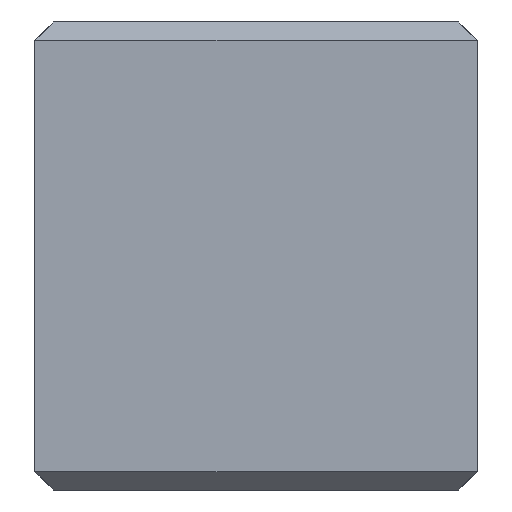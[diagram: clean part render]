
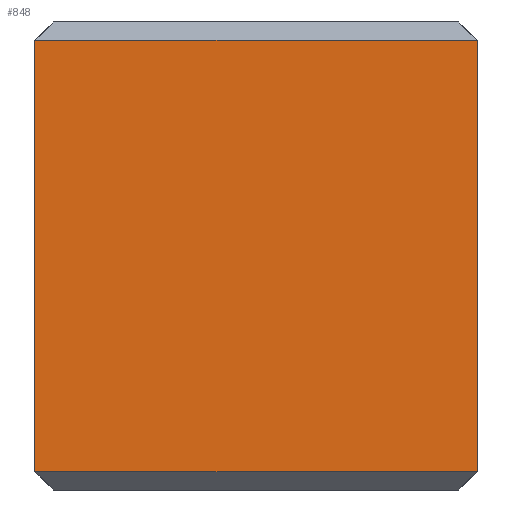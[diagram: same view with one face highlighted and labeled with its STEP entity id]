
A CAD part, left-side view. The second image highlights one B-rep face of the part: STEP entity #848.
In plain terms, the highlighted planar face has unit normal (-1, 0, 0).
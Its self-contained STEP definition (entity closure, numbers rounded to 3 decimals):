
#172 = DIRECTION ( 'NONE',  ( 0., 0., -1. ) ) ;
#186 = CARTESIAN_POINT ( 'NONE',  ( 0., 12., 0.5 ) ) ;
#276 = FACE_OUTER_BOUND ( 'NONE', #641, .T. ) ;
#374 = ORIENTED_EDGE ( 'NONE', *, *, #532, .T. ) ;
#419 = EDGE_CURVE ( 'NONE', #3170, #1692, #2284, .T. ) ;
#532 = EDGE_CURVE ( 'NONE', #2343, #3170, #1701, .T. ) ;
#637 = VERTEX_POINT ( 'NONE', #1977 ) ;
#641 = EDGE_LOOP ( 'NONE', ( #374, #863, #1644, #734 ) ) ;
#681 = CARTESIAN_POINT ( 'NONE',  ( 0., 0., 0.5 ) ) ;
#734 = ORIENTED_EDGE ( 'NONE', *, *, #1365, .T. ) ;
#773 = DIRECTION ( 'NONE',  ( 1., 0., 0. ) ) ;
#848 = ADVANCED_FACE ( 'NONE', ( #276 ), #1576, .F. ) ;
#863 = ORIENTED_EDGE ( 'NONE', *, *, #419, .T. ) ;
#935 = CARTESIAN_POINT ( 'NONE',  ( 0., 12., 12.7 ) ) ;
#1026 = CARTESIAN_POINT ( 'NONE',  ( 0., 0., 12.7 ) ) ;
#1185 = DIRECTION ( 'NONE',  ( 0., -1., 0. ) ) ;
#1365 = EDGE_CURVE ( 'NONE', #637, #2343, #2682, .T. ) ;
#1417 = LINE ( 'NONE', #2198, #1459 ) ;
#1459 = VECTOR ( 'NONE', #172, 1000. ) ;
#1576 = PLANE ( 'NONE',  #2877 ) ;
#1617 = DIRECTION ( 'NONE',  ( 0., 1., 0. ) ) ;
#1644 = ORIENTED_EDGE ( 'NONE', *, *, #2601, .F. ) ;
#1692 = VERTEX_POINT ( 'NONE', #681 ) ;
#1701 = LINE ( 'NONE', #935, #2142 ) ;
#1977 = CARTESIAN_POINT ( 'NONE',  ( 0., 0., 12.2 ) ) ;
#2142 = VECTOR ( 'NONE', #2968, 1000. ) ;
#2198 = CARTESIAN_POINT ( 'NONE',  ( 0., 0., 12.7 ) ) ;
#2283 = CARTESIAN_POINT ( 'NONE',  ( 0., 12., 12.2 ) ) ;
#2284 = LINE ( 'NONE', #3005, #3050 ) ;
#2343 = VERTEX_POINT ( 'NONE', #2283 ) ;
#2430 = VECTOR ( 'NONE', #1617, 1000. ) ;
#2601 = EDGE_CURVE ( 'NONE', #637, #1692, #1417, .T. ) ;
#2613 = DIRECTION ( 'NONE',  ( 0., 0., -1. ) ) ;
#2682 = LINE ( 'NONE', #3138, #2430 ) ;
#2877 = AXIS2_PLACEMENT_3D ( 'NONE', #1026, #773, #2613 ) ;
#2968 = DIRECTION ( 'NONE',  ( 0., 0., -1. ) ) ;
#3005 = CARTESIAN_POINT ( 'NONE',  ( 0., 0., 0.5 ) ) ;
#3050 = VECTOR ( 'NONE', #1185, 1000. ) ;
#3138 = CARTESIAN_POINT ( 'NONE',  ( 0., 0., 12.2 ) ) ;
#3170 = VERTEX_POINT ( 'NONE', #186 ) ;
